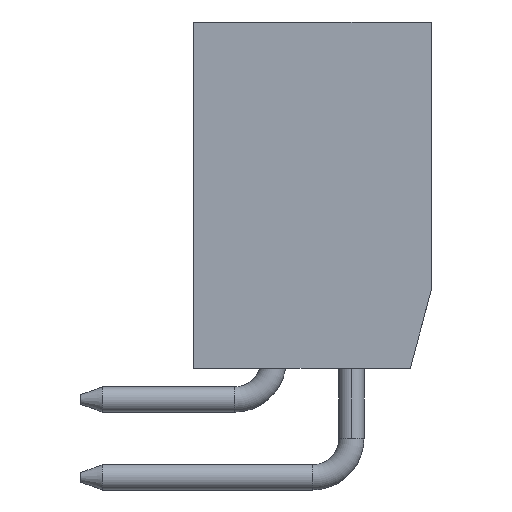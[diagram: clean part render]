
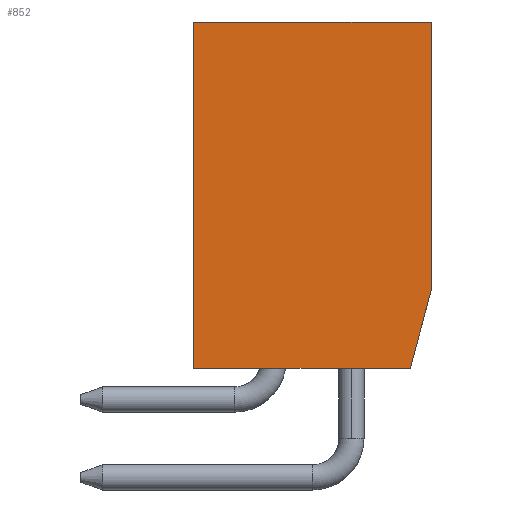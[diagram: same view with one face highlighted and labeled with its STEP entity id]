
A CAD part, left-side view. The second image highlights one B-rep face of the part: STEP entity #852.
In plain terms, the highlighted planar face has unit normal (-1, 0, 0).
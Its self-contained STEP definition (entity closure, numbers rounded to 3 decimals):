
#444 = VECTOR ( 'NONE', #5965, 1000. ) ;
#447 = LINE ( 'NONE', #2497, #1739 ) ;
#814 = ORIENTED_EDGE ( 'NONE', *, *, #4500, .T. ) ;
#852 = ADVANCED_FACE ( 'NONE', ( #4663 ), #4102, .F. ) ;
#1163 = VERTEX_POINT ( 'NONE', #1484 ) ;
#1448 = DIRECTION ( 'NONE',  ( 1., 0., 0. ) ) ;
#1484 = CARTESIAN_POINT ( 'NONE',  ( -7.3, 3.05, 0. ) ) ;
#1486 = DIRECTION ( 'NONE',  ( 0., -1., 0. ) ) ;
#1512 = CARTESIAN_POINT ( 'NONE',  ( -7.3, -3.05, 8.9 ) ) ;
#1603 = VERTEX_POINT ( 'NONE', #1645 ) ;
#1645 = CARTESIAN_POINT ( 'NONE',  ( -7.3, 3.05, 8.9 ) ) ;
#1739 = VECTOR ( 'NONE', #7054, 1000. ) ;
#2496 = AXIS2_PLACEMENT_3D ( 'NONE', #7268, #1448, #4025 ) ;
#2497 = CARTESIAN_POINT ( 'NONE',  ( -7.3, -3.05, 2. ) ) ;
#2722 = LINE ( 'NONE', #3363, #444 ) ;
#3363 = CARTESIAN_POINT ( 'NONE',  ( -7.3, -3.05, 0. ) ) ;
#3422 = CARTESIAN_POINT ( 'NONE',  ( -7.3, -3.05, 8.9 ) ) ;
#3690 = EDGE_CURVE ( 'NONE', #1603, #1163, #7182, .T. ) ;
#3718 = ORIENTED_EDGE ( 'NONE', *, *, #7747, .F. ) ;
#4025 = DIRECTION ( 'NONE',  ( 0., 0., -1. ) ) ;
#4102 = PLANE ( 'NONE',  #2496 ) ;
#4266 = VERTEX_POINT ( 'NONE', #4685 ) ;
#4279 = VECTOR ( 'NONE', #7986, 1000. ) ;
#4500 = EDGE_CURVE ( 'NONE', #1163, #4266, #2722, .T. ) ;
#4663 = FACE_OUTER_BOUND ( 'NONE', #5725, .T. ) ;
#4685 = CARTESIAN_POINT ( 'NONE',  ( -7.3, -2.514, 0. ) ) ;
#5327 = ORIENTED_EDGE ( 'NONE', *, *, #5792, .T. ) ;
#5465 = LINE ( 'NONE', #8022, #6816 ) ;
#5548 = LINE ( 'NONE', #3422, #4279 ) ;
#5553 = VERTEX_POINT ( 'NONE', #5753 ) ;
#5725 = EDGE_LOOP ( 'NONE', ( #814, #5327, #6091, #3718, #5771 ) ) ;
#5753 = CARTESIAN_POINT ( 'NONE',  ( -7.3, -3.05, 2. ) ) ;
#5771 = ORIENTED_EDGE ( 'NONE', *, *, #3690, .T. ) ;
#5792 = EDGE_CURVE ( 'NONE', #4266, #5553, #447, .T. ) ;
#5943 = DIRECTION ( 'NONE',  ( 0., 0., -1. ) ) ;
#5965 = DIRECTION ( 'NONE',  ( 0., -1., 0. ) ) ;
#6087 = VECTOR ( 'NONE', #5943, 1000. ) ;
#6091 = ORIENTED_EDGE ( 'NONE', *, *, #6122, .F. ) ;
#6122 = EDGE_CURVE ( 'NONE', #8099, #5553, #5548, .T. ) ;
#6540 = CARTESIAN_POINT ( 'NONE',  ( -7.3, 3.05, 8.9 ) ) ;
#6816 = VECTOR ( 'NONE', #1486, 1000. ) ;
#7054 = DIRECTION ( 'NONE',  ( 0., -0.259, 0.966 ) ) ;
#7182 = LINE ( 'NONE', #6540, #6087 ) ;
#7268 = CARTESIAN_POINT ( 'NONE',  ( -7.3, -3.05, 8.9 ) ) ;
#7747 = EDGE_CURVE ( 'NONE', #1603, #8099, #5465, .T. ) ;
#7986 = DIRECTION ( 'NONE',  ( 0., 0., -1. ) ) ;
#8022 = CARTESIAN_POINT ( 'NONE',  ( -7.3, -3.05, 8.9 ) ) ;
#8099 = VERTEX_POINT ( 'NONE', #1512 ) ;
